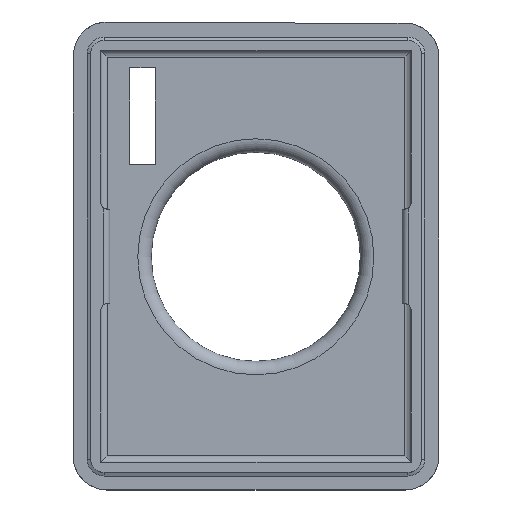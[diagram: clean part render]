
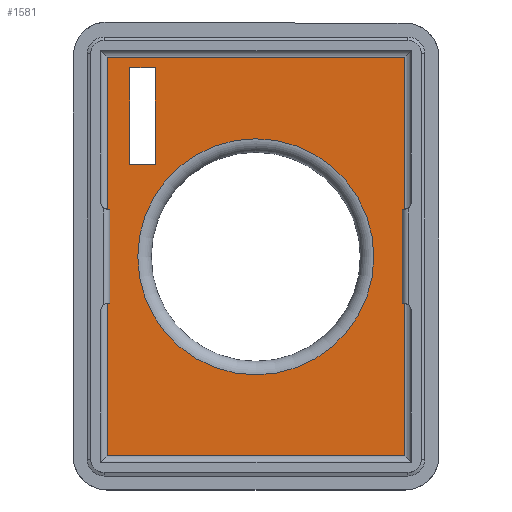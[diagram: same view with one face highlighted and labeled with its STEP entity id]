
A CAD part, top view. The second image highlights one B-rep face of the part: STEP entity #1581.
In plain terms, the highlighted planar face has unit normal (0, 0, 1).
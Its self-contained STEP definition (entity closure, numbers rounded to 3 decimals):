
#53=FACE_BOUND('',#222,.T.);
#54=FACE_BOUND('',#223,.T.);
#60=PLANE('',#1720);
#122=FACE_OUTER_BOUND('',#221,.T.);
#221=EDGE_LOOP('',(#1156,#1157,#1158,#1159));
#222=EDGE_LOOP('',(#1160,#1161,#1162,#1163));
#223=EDGE_LOOP('',(#1164));
#354=LINE('',#2500,#509);
#355=LINE('',#2502,#510);
#356=LINE('',#2504,#511);
#357=LINE('',#2505,#512);
#358=LINE('',#2508,#513);
#359=LINE('',#2510,#514);
#360=LINE('',#2512,#515);
#361=LINE('',#2513,#516);
#509=VECTOR('',#1955,10.);
#510=VECTOR('',#1956,10.);
#511=VECTOR('',#1957,10.);
#512=VECTOR('',#1958,10.);
#513=VECTOR('',#1959,10.);
#514=VECTOR('',#1960,10.);
#515=VECTOR('',#1961,10.);
#516=VECTOR('',#1962,10.);
#658=CIRCLE('',#1718,17.48);
#737=VERTEX_POINT('',#2494);
#738=VERTEX_POINT('',#2498);
#739=VERTEX_POINT('',#2499);
#740=VERTEX_POINT('',#2501);
#741=VERTEX_POINT('',#2503);
#742=VERTEX_POINT('',#2506);
#743=VERTEX_POINT('',#2507);
#744=VERTEX_POINT('',#2509);
#745=VERTEX_POINT('',#2511);
#893=EDGE_CURVE('',#737,#737,#658,.T.);
#895=EDGE_CURVE('',#738,#739,#354,.T.);
#896=EDGE_CURVE('',#740,#738,#355,.T.);
#897=EDGE_CURVE('',#741,#740,#356,.T.);
#898=EDGE_CURVE('',#739,#741,#357,.T.);
#899=EDGE_CURVE('',#742,#743,#358,.T.);
#900=EDGE_CURVE('',#742,#744,#359,.T.);
#901=EDGE_CURVE('',#745,#744,#360,.T.);
#902=EDGE_CURVE('',#743,#745,#361,.T.);
#1156=ORIENTED_EDGE('',*,*,#895,.F.);
#1157=ORIENTED_EDGE('',*,*,#896,.F.);
#1158=ORIENTED_EDGE('',*,*,#897,.F.);
#1159=ORIENTED_EDGE('',*,*,#898,.F.);
#1160=ORIENTED_EDGE('',*,*,#899,.F.);
#1161=ORIENTED_EDGE('',*,*,#900,.T.);
#1162=ORIENTED_EDGE('',*,*,#901,.F.);
#1163=ORIENTED_EDGE('',*,*,#902,.F.);
#1164=ORIENTED_EDGE('',*,*,#893,.F.);
#1581=ADVANCED_FACE('',(#122,#53,#54),#60,.F.);
#1718=AXIS2_PLACEMENT_3D('',#2495,#1949,#1950);
#1720=AXIS2_PLACEMENT_3D('',#2497,#1953,#1954);
#1949=DIRECTION('center_axis',(0.,0.,1.));
#1950=DIRECTION('ref_axis',(1.,0.,0.));
#1953=DIRECTION('center_axis',(0.,0.,-1.));
#1954=DIRECTION('ref_axis',(-1.,0.,0.));
#1955=DIRECTION('',(1.,0.,0.));
#1956=DIRECTION('',(0.,1.,0.));
#1957=DIRECTION('',(-1.,0.,0.));
#1958=DIRECTION('',(0.,-1.,0.));
#1959=DIRECTION('',(-1.,0.,0.));
#1960=DIRECTION('',(0.,-1.,0.));
#1961=DIRECTION('',(1.,0.,0.));
#1962=DIRECTION('',(0.,-1.,0.));
#2494=CARTESIAN_POINT('',(40.441,-30.533,-2.568));
#2495=CARTESIAN_POINT('Origin',(22.961,-30.533,-2.568));
#2497=CARTESIAN_POINT('Origin',(22.992,-30.5,-2.568));
#2498=CARTESIAN_POINT('',(0.992,-1.,-2.568));
#2499=CARTESIAN_POINT('',(44.992,-1.,-2.568));
#2500=CARTESIAN_POINT('',(34.492,-1.,-2.568));
#2501=CARTESIAN_POINT('',(0.992,-60.,-2.568));
#2502=CARTESIAN_POINT('',(0.992,-15.25,-2.568));
#2503=CARTESIAN_POINT('',(44.992,-60.,-2.568));
#2504=CARTESIAN_POINT('',(11.492,-60.,-2.568));
#2505=CARTESIAN_POINT('',(44.992,-45.75,-2.568));
#2506=CARTESIAN_POINT('',(8.092,-2.532,-2.568));
#2507=CARTESIAN_POINT('',(4.292,-2.532,-2.568));
#2508=CARTESIAN_POINT('',(15.092,-2.532,-2.568));
#2509=CARTESIAN_POINT('',(8.092,-16.882,-2.568));
#2510=CARTESIAN_POINT('',(8.092,-24.916,-2.568));
#2511=CARTESIAN_POINT('',(4.292,-16.882,-2.568));
#2512=CARTESIAN_POINT('',(13.592,-16.882,-2.568));
#2513=CARTESIAN_POINT('',(4.292,-18.166,-2.568));
